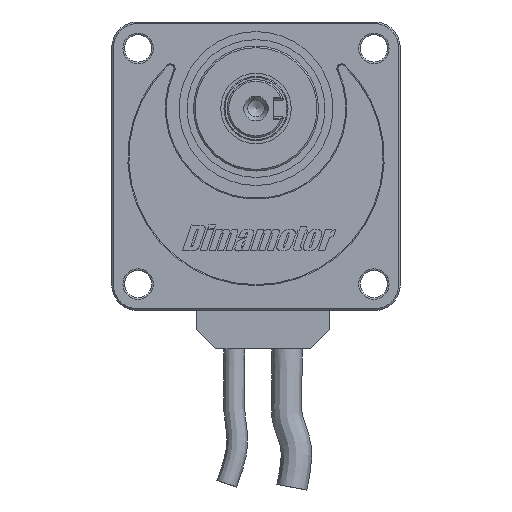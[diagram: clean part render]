
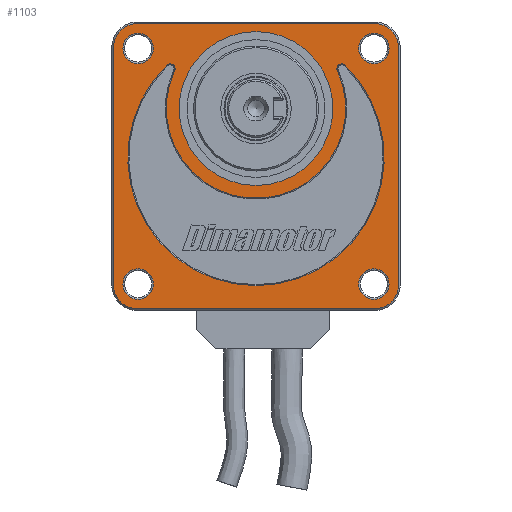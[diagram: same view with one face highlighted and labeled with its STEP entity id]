
A CAD part, front view. The second image highlights one B-rep face of the part: STEP entity #1103.
In plain terms, the highlighted planar face has unit normal (0, -1, 0).
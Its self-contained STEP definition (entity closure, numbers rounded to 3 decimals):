
#1103 = ADVANCED_FACE( '', ( #2524, #2525, #2526, #2527, #2528, #2529, #2530 ), #2531, .T. );
#2524 = FACE_BOUND( '', #4521, .T. );
#2525 = FACE_BOUND( '', #4522, .T. );
#2526 = FACE_BOUND( '', #4523, .T. );
#2527 = FACE_BOUND( '', #4524, .T. );
#2528 = FACE_OUTER_BOUND( '', #4525, .T. );
#2529 = FACE_BOUND( '', #4526, .T. );
#2530 = FACE_BOUND( '', #4527, .T. );
#2531 = PLANE( '', #4528 );
#4521 = EDGE_LOOP( '', ( #8018 ) );
#4522 = EDGE_LOOP( '', ( #8019 ) );
#4523 = EDGE_LOOP( '', ( #8020 ) );
#4524 = EDGE_LOOP( '', ( #8021 ) );
#4525 = EDGE_LOOP( '', ( #8022, #8023, #8024, #8025, #8026, #8027, #8028, #8029 ) );
#4526 = EDGE_LOOP( '', ( #8030 ) );
#4527 = EDGE_LOOP( '', ( #8031, #8032, #8033, #8034 ) );
#4528 = AXIS2_PLACEMENT_3D( '', #8035, #8036, #8037 );
#8018 = ORIENTED_EDGE( '', *, *, #12062, .T. );
#8019 = ORIENTED_EDGE( '', *, *, #12063, .T. );
#8020 = ORIENTED_EDGE( '', *, *, #12064, .T. );
#8021 = ORIENTED_EDGE( '', *, *, #12065, .T. );
#8022 = ORIENTED_EDGE( '', *, *, #11002, .T. );
#8023 = ORIENTED_EDGE( '', *, *, #12066, .T. );
#8024 = ORIENTED_EDGE( '', *, *, #12067, .T. );
#8025 = ORIENTED_EDGE( '', *, *, #11262, .T. );
#8026 = ORIENTED_EDGE( '', *, *, #12068, .T. );
#8027 = ORIENTED_EDGE( '', *, *, #12069, .T. );
#8028 = ORIENTED_EDGE( '', *, *, #12070, .T. );
#8029 = ORIENTED_EDGE( '', *, *, #12071, .T. );
#8030 = ORIENTED_EDGE( '', *, *, #11663, .T. );
#8031 = ORIENTED_EDGE( '', *, *, #12072, .T. );
#8032 = ORIENTED_EDGE( '', *, *, #11385, .T. );
#8033 = ORIENTED_EDGE( '', *, *, #11136, .T. );
#8034 = ORIENTED_EDGE( '', *, *, #12073, .T. );
#8035 = CARTESIAN_POINT( '', ( 0., -57., 0. ) );
#8036 = DIRECTION( '', ( 0., -1., 0. ) );
#8037 = DIRECTION( '', ( 0., 0., -1. ) );
#11002 = EDGE_CURVE( '', #12851, #12856, #12858, .T. );
#11136 = EDGE_CURVE( '', #13092, #13096, #13098, .T. );
#11262 = EDGE_CURVE( '', #13313, #13311, #13314, .T. );
#11385 = EDGE_CURVE( '', #13514, #13092, #13517, .T. );
#11663 = EDGE_CURVE( '', #13974, #13974, #13975, .T. );
#12062 = EDGE_CURVE( '', #14588, #14588, #14589, .F. );
#12063 = EDGE_CURVE( '', #14590, #14590, #14591, .F. );
#12064 = EDGE_CURVE( '', #14592, #14592, #14593, .F. );
#12065 = EDGE_CURVE( '', #14594, #14594, #14595, .F. );
#12066 = EDGE_CURVE( '', #12856, #14596, #14597, .T. );
#12067 = EDGE_CURVE( '', #14596, #13313, #14598, .T. );
#12068 = EDGE_CURVE( '', #13311, #14599, #14600, .T. );
#12069 = EDGE_CURVE( '', #14599, #14601, #14602, .T. );
#12070 = EDGE_CURVE( '', #14601, #14603, #14604, .T. );
#12071 = EDGE_CURVE( '', #14603, #12851, #14605, .T. );
#12072 = EDGE_CURVE( '', #14606, #13514, #14607, .T. );
#12073 = EDGE_CURVE( '', #13096, #14606, #14608, .T. );
#12851 = VERTEX_POINT( '', #15555 );
#12856 = VERTEX_POINT( '', #15561 );
#12858 = CIRCLE( '', #15564, 7.5 );
#13092 = VERTEX_POINT( '', #15922 );
#13096 = VERTEX_POINT( '', #15927 );
#13098 = CIRCLE( '', #15930, 40. );
#13311 = VERTEX_POINT( '', #16290 );
#13313 = VERTEX_POINT( '', #16293 );
#13314 = LINE( '', #16294, #16295 );
#13514 = VERTEX_POINT( '', #16601 );
#13517 = CIRCLE( '', #16605, 1.5 );
#13974 = VERTEX_POINT( '', #17348 );
#13975 = CIRCLE( '', #17349, 24. );
#14588 = VERTEX_POINT( '', #18552 );
#14589 = CIRCLE( '', #18553, 4.75 );
#14590 = VERTEX_POINT( '', #18554 );
#14591 = CIRCLE( '', #18555, 4.75 );
#14592 = VERTEX_POINT( '', #18556 );
#14593 = CIRCLE( '', #18557, 4.75 );
#14594 = VERTEX_POINT( '', #18558 );
#14595 = CIRCLE( '', #18559, 4.75 );
#14596 = VERTEX_POINT( '', #18560 );
#14597 = LINE( '', #18561, #18562 );
#14598 = CIRCLE( '', #18563, 7.5 );
#14599 = VERTEX_POINT( '', #18564 );
#14600 = CIRCLE( '', #18565, 7.5 );
#14601 = VERTEX_POINT( '', #18566 );
#14602 = LINE( '', #18567, #18568 );
#14603 = VERTEX_POINT( '', #18569 );
#14604 = CIRCLE( '', #18570, 7.5 );
#14605 = LINE( '', #18571, #18572 );
#14606 = VERTEX_POINT( '', #18573 );
#14607 = CIRCLE( '', #18574, 28. );
#14608 = CIRCLE( '', #18575, 1.5 );
#15555 = CARTESIAN_POINT( '', ( -37., -57., 44.5 ) );
#15561 = CARTESIAN_POINT( '', ( -44.5, -57., 37. ) );
#15564 = AXIS2_PLACEMENT_3D( '', #20153, #20154, #20155 );
#15922 = CARTESIAN_POINT( '', ( 27.794, -57., 31.513 ) );
#15927 = CARTESIAN_POINT( '', ( -27.794, -57., 31.513 ) );
#15930 = AXIS2_PLACEMENT_3D( '', #20340, #20341, #20342 );
#16290 = CARTESIAN_POINT( '', ( 37., -57., -44.5 ) );
#16293 = CARTESIAN_POINT( '', ( -37., -57., -44.5 ) );
#16294 = CARTESIAN_POINT( '', ( 0., -57., -44.5 ) );
#16295 = VECTOR( '', #20493, 1000. );
#16601 = CARTESIAN_POINT( '', ( 25.391, -57., 29.802 ) );
#16605 = AXIS2_PLACEMENT_3D( '', #20646, #20647, #20648 );
#17348 = CARTESIAN_POINT( '', ( 24., -57., 18. ) );
#17349 = AXIS2_PLACEMENT_3D( '', #21004, #21005, #21006 );
#18552 = CARTESIAN_POINT( '', ( 36.77, -57., -41.52 ) );
#18553 = AXIS2_PLACEMENT_3D( '', #21431, #21432, #21433 );
#18554 = CARTESIAN_POINT( '', ( 36.77, -57., 32.02 ) );
#18555 = AXIS2_PLACEMENT_3D( '', #21434, #21435, #21436 );
#18556 = CARTESIAN_POINT( '', ( -36.77, -57., -41.52 ) );
#18557 = AXIS2_PLACEMENT_3D( '', #21437, #21438, #21439 );
#18558 = CARTESIAN_POINT( '', ( -36.77, -57., 32.02 ) );
#18559 = AXIS2_PLACEMENT_3D( '', #21440, #21441, #21442 );
#18560 = CARTESIAN_POINT( '', ( -44.5, -57., -37. ) );
#18561 = CARTESIAN_POINT( '', ( -44.5, -57., 0. ) );
#18562 = VECTOR( '', #21443, 1000. );
#18563 = AXIS2_PLACEMENT_3D( '', #21444, #21445, #21446 );
#18564 = CARTESIAN_POINT( '', ( 44.5, -57., -37. ) );
#18565 = AXIS2_PLACEMENT_3D( '', #21447, #21448, #21449 );
#18566 = CARTESIAN_POINT( '', ( 44.5, -57., 37. ) );
#18567 = CARTESIAN_POINT( '', ( 44.5, -57., 0. ) );
#18568 = VECTOR( '', #21450, 1000. );
#18569 = CARTESIAN_POINT( '', ( 37., -57., 44.5 ) );
#18570 = AXIS2_PLACEMENT_3D( '', #21451, #21452, #21453 );
#18571 = CARTESIAN_POINT( '', ( 0., -57., 44.5 ) );
#18572 = VECTOR( '', #21454, 1000. );
#18573 = CARTESIAN_POINT( '', ( -25.391, -57., 29.802 ) );
#18574 = AXIS2_PLACEMENT_3D( '', #21455, #21456, #21457 );
#18575 = AXIS2_PLACEMENT_3D( '', #21458, #21459, #21460 );
#20153 = CARTESIAN_POINT( '', ( -37., -57., 37. ) );
#20154 = DIRECTION( '', ( 0., -1., 0. ) );
#20155 = DIRECTION( '', ( 0., 0., -1. ) );
#20340 = CARTESIAN_POINT( '', ( 0., -57., 2.746 ) );
#20341 = DIRECTION( '', ( 0., 1., 0. ) );
#20342 = DIRECTION( '', ( 0., 0., 1. ) );
#20493 = DIRECTION( '', ( 1., 0., 0. ) );
#20646 = CARTESIAN_POINT( '', ( 26.752, -57., 30.434 ) );
#20647 = DIRECTION( '', ( 0., 1., 0. ) );
#20648 = DIRECTION( '', ( 1., 0., 0. ) );
#21004 = CARTESIAN_POINT( '', ( 0., -57., 18. ) );
#21005 = DIRECTION( '', ( 0., 1., 0. ) );
#21006 = DIRECTION( '', ( 1., 0., 0. ) );
#21431 = CARTESIAN_POINT( '', ( 36.77, -57., -36.77 ) );
#21432 = DIRECTION( '', ( 0., -1., 0. ) );
#21433 = DIRECTION( '', ( 0., 0., -1. ) );
#21434 = CARTESIAN_POINT( '', ( 36.77, -57., 36.77 ) );
#21435 = DIRECTION( '', ( 0., -1., 0. ) );
#21436 = DIRECTION( '', ( 0., 0., -1. ) );
#21437 = CARTESIAN_POINT( '', ( -36.77, -57., -36.77 ) );
#21438 = DIRECTION( '', ( 0., -1., 0. ) );
#21439 = DIRECTION( '', ( 0., 0., -1. ) );
#21440 = CARTESIAN_POINT( '', ( -36.77, -57., 36.77 ) );
#21441 = DIRECTION( '', ( 0., -1., 0. ) );
#21442 = DIRECTION( '', ( 0., 0., -1. ) );
#21443 = DIRECTION( '', ( 0., 0., -1. ) );
#21444 = CARTESIAN_POINT( '', ( -37., -57., -37. ) );
#21445 = DIRECTION( '', ( 0., -1., 0. ) );
#21446 = DIRECTION( '', ( 0., 0., -1. ) );
#21447 = CARTESIAN_POINT( '', ( 37., -57., -37. ) );
#21448 = DIRECTION( '', ( 0., -1., 0. ) );
#21449 = DIRECTION( '', ( 0., 0., -1. ) );
#21450 = DIRECTION( '', ( 0., 0., 1. ) );
#21451 = CARTESIAN_POINT( '', ( 37., -57., 37. ) );
#21452 = DIRECTION( '', ( 0., -1., 0. ) );
#21453 = DIRECTION( '', ( 0., 0., -1. ) );
#21454 = DIRECTION( '', ( -1., 0., 0. ) );
#21455 = CARTESIAN_POINT( '', ( 0., -57., 18. ) );
#21456 = DIRECTION( '', ( 0., -1., 0. ) );
#21457 = DIRECTION( '', ( 0., 0., 1. ) );
#21458 = CARTESIAN_POINT( '', ( -26.752, -57., 30.434 ) );
#21459 = DIRECTION( '', ( 0., 1., 0. ) );
#21460 = DIRECTION( '', ( -1., 0., 0. ) );
